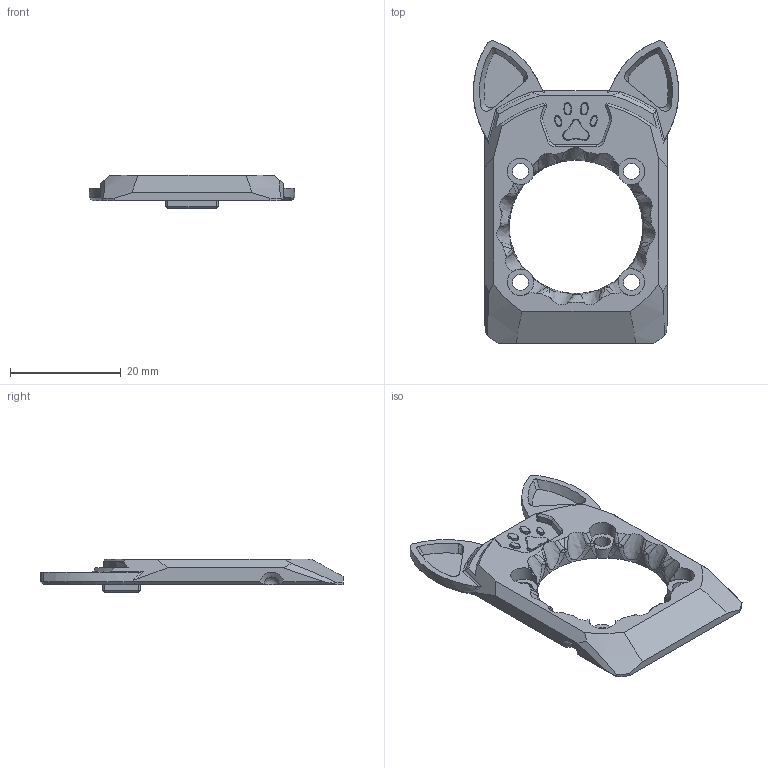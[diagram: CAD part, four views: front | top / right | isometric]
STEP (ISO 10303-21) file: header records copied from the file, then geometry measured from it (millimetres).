
FILE_DESCRIPTION(/* description */ (''),/* implementation_level */ '2;1');
FILE_NAME(/* name */ 'New_Style_MeowXol.step',/* time_stamp */ '2023-09-25T16:54:29-06:00',/* author */ (''),/* organization */ (''),/* preprocessor_version */ 'ST-DEVELOPER v20',/* originating_system */ 'Autodesk Translation Framework v12.14.0.127',/* authorisation */ '');
FILE_SCHEMA (('AUTOMOTIVE_DESIGN { 1 0 10303 214 3 1 1 }'));
Length unit declared in the file: millimetre
Products named in the file (3): New_Style_MeowXol; New_Style_MeowXol_Faceplate; New_Style_MeowXol_LED _Logo_Insert
Assembly tree (2 placements, depth 2):
  New_Style_MeowXol
    New_Style_MeowXol_Faceplate
    New_Style_MeowXol_LED _Logo_Insert
Bounding box: 37 x 54.51 x 6.1 mm (x, y, z)
Volume: 3781.9 mm3; surface area: 3750.8 mm2
Topology: 3 solids, 3 shells, 365 faces, 1009 edges, 623 vertices
Faces by surface type: bspline 176, plane 96, cylinder 54, cone 36, torus 2, sphere 1
Full cylindrical faces by diameter (mm): 2.9 x4
Entity records: 25355 total; most frequent: CARTESIAN_POINT 17484, ORIENTED_EDGE 1964, DIRECTION 1079, EDGE_CURVE 982, VERTEX_POINT 623, B_SPLINE_CURVE_WITH_KNOTS 456, AXIS2_PLACEMENT_3D 387, EDGE_LOOP 385
